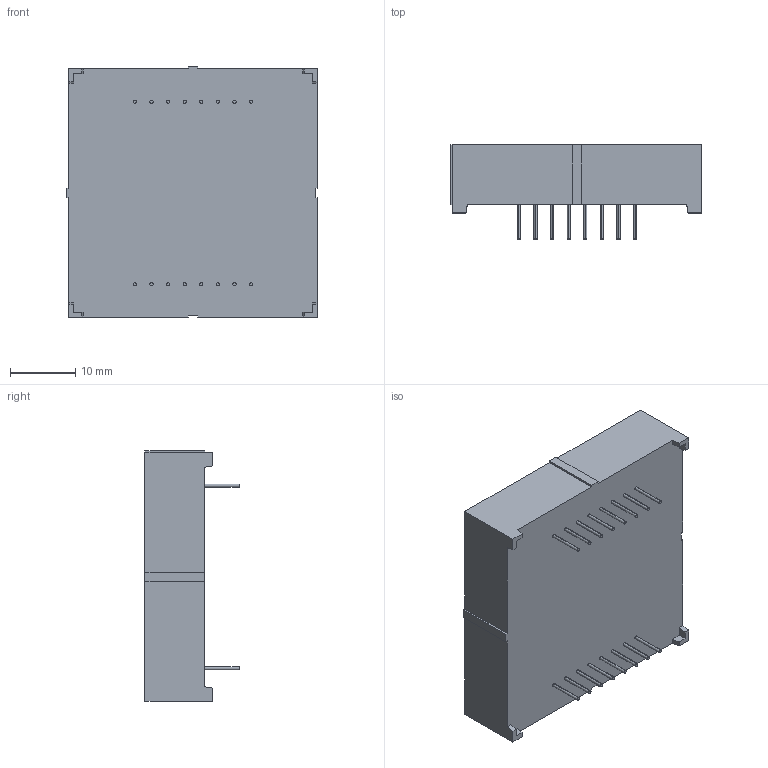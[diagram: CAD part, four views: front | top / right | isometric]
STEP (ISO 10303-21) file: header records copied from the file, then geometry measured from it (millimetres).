
FILE_DESCRIPTION (( 'STEP AP214' ), '1' );
FILE_NAME ('TA-TC15-11.STEP', '2008-09-07T16:35:57', ( '' ), ( '' ), 'SwSTEP 2.0', 'SolidWorks 2008', '' );
FILE_SCHEMA (( 'AUTOMOTIVE_DESIGN' ));
Length unit declared in the file: millimetre
Products named in the file (1): TA-TC15-11
Bounding box: 38.3 x 14.4 x 38.3 mm (x, y, z)
Volume: 13207.7 mm3; surface area: 4511 mm2
Topology: 1 solids, 1 shells, 565 faces, 1365 edges, 910 vertices
Faces by surface type: plane 289, cylinder 160, bspline 116
Entity records: 27681 total; most frequent: CARTESIAN_POINT 9229, ORIENTED_EDGE 2730, DIRECTION 2353, EDGE_CURVE 1365, VERTEX_POINT 910, VECTOR 813, LINE 813, AXIS2_PLACEMENT_3D 770
